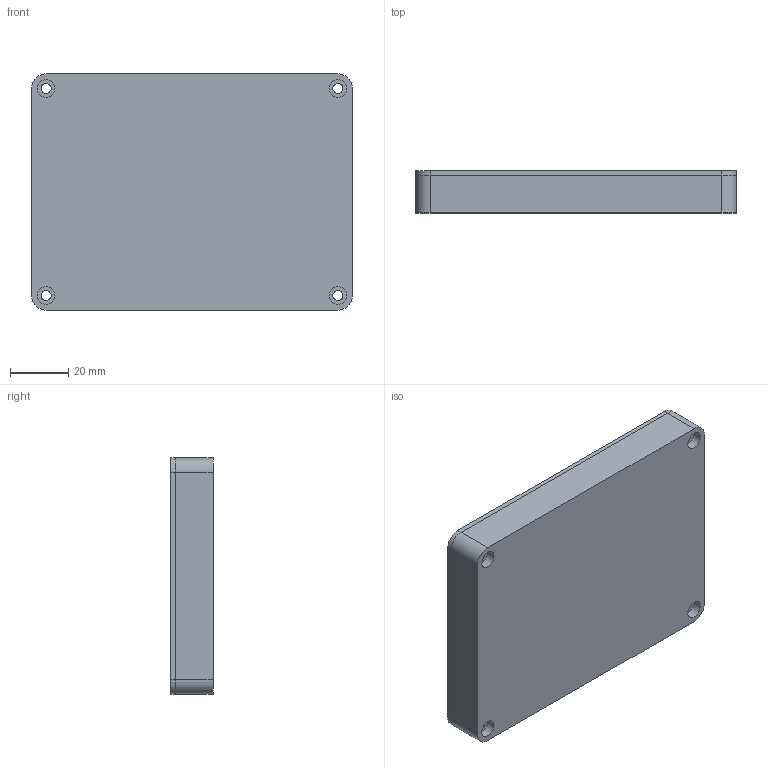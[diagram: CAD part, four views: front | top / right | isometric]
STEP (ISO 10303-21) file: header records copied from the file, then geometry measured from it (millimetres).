
FILE_DESCRIPTION(/* description */ ('STEP AP242 Edition 2','CAx-IF Rec.Pracs.---Representation and Presentation of Product Manufacturing Information (PMI)---4.0---2014-10-13','CAx-IF Rec.Pracs.---3D Tessellated Geometry---0.4---2014-09-14','2;1','CAx-IF Rec.Pracs.---User Defined Attributes---1.5---2016-08-15'),/* implementation_level */ '2;1');
FILE_NAME(/* name */ '697d15a0097092dd86515612',/* time_stamp */ '2026-01-30T20:33:37Z',/* author */ (''),/* organization */ (''),/* preprocessor_version */ 'ST-DEVELOPER v20',/* originating_system */ 'ONSHAPE BY PTC INC, 1.210',/* authorisation */ ' ');
FILE_SCHEMA (('AP242_MANAGED_MODEL_BASED_3D_ENGINEERING_MIM_LF { 1 0 10303 442 3 1 4 }'));
Length unit declared in the file: metre
Products named in the file (4): Assembly 1; Part 1; hackpad_PCB
Assembly tree (3 placements, depth 2):
  Assembly 1
    Part 1
    hackpad_PCB
    Part 1
Bounding box: 110 x 14.5 x 81 mm (x, y, z)
Volume: 74820.5 mm3; surface area: 52231.5 mm2
Topology: 3 solids, 3 shells, 344 faces, 963 edges, 642 vertices
Faces by surface type: plane 144, cylinder 143, bspline 57
Full cylindrical faces by diameter (mm): 0.889 x14, 1.5 x18, 1.7 x18, 3.4 x8, 4 x9, 6 x4
Entity records: 11388 total; most frequent: CARTESIAN_POINT 2509, ORIENTED_EDGE 1784, DIRECTION 1646, EDGE_CURVE 892, VERTEX_POINT 642, EDGE_LOOP 586, FACE_BOUND 586, AXIS2_PLACEMENT_3D 577
